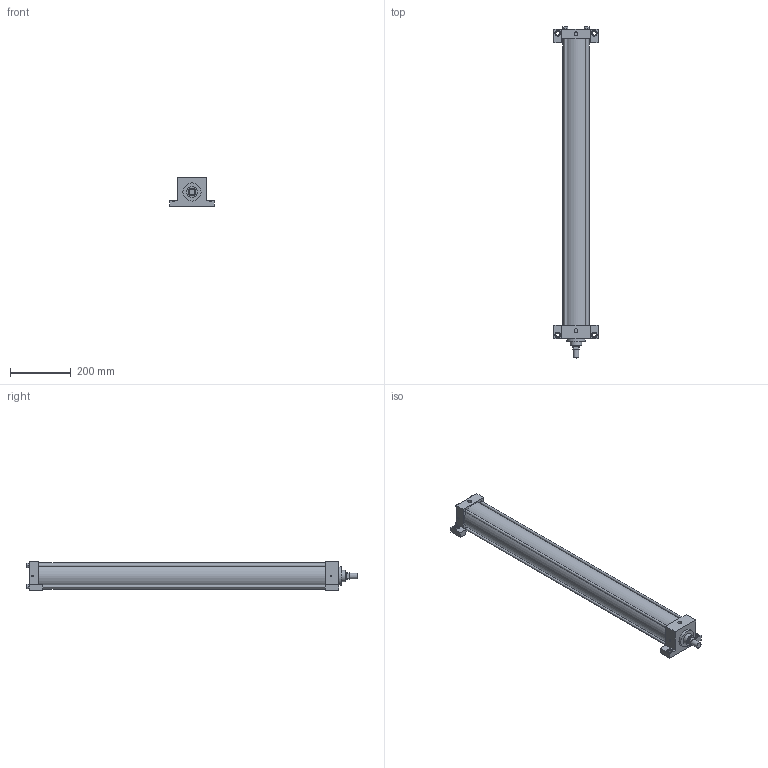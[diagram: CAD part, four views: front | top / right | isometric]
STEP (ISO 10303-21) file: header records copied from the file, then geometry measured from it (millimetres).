
FILE_DESCRIPTION((' Parasolid data model '),'2;1');
FILE_NAME('GSSL','1999-12-15T14:50:56+00:00',(' GSSL '),(' GSSL Pune '),'','GSSL Pune','Author');
FILE_SCHEMA(('CONFIG_CONTROL_DESIGN'));
Length unit declared in the file: millimetre
Bounding box: 146.05 x 1096.96 x 95.25 mm (x, y, z)
Surface area: 446513.3 mm2 (no closed solid volume)
Topology: 0 solids, 5 shells, 110 faces, 270 edges, 189 vertices
Faces by surface type: plane 77, cylinder 33
Full cylindrical faces by diameter (mm): 5.556 x6, 8.763 x8, 12.7 x6, 19.05 x5, 25.4 x1, 38.1 x1, 60.325 x1, 88.9 x1
Entity records: 3095 total; most frequent: CARTESIAN_POINT 517, DIRECTION 501, ORIENTED_EDGE 424, EDGE_CURVE 236, VERTEX_POINT 184, EDGE_LOOP 182, AXIS2_PLACEMENT_3D 168, LINE 165
